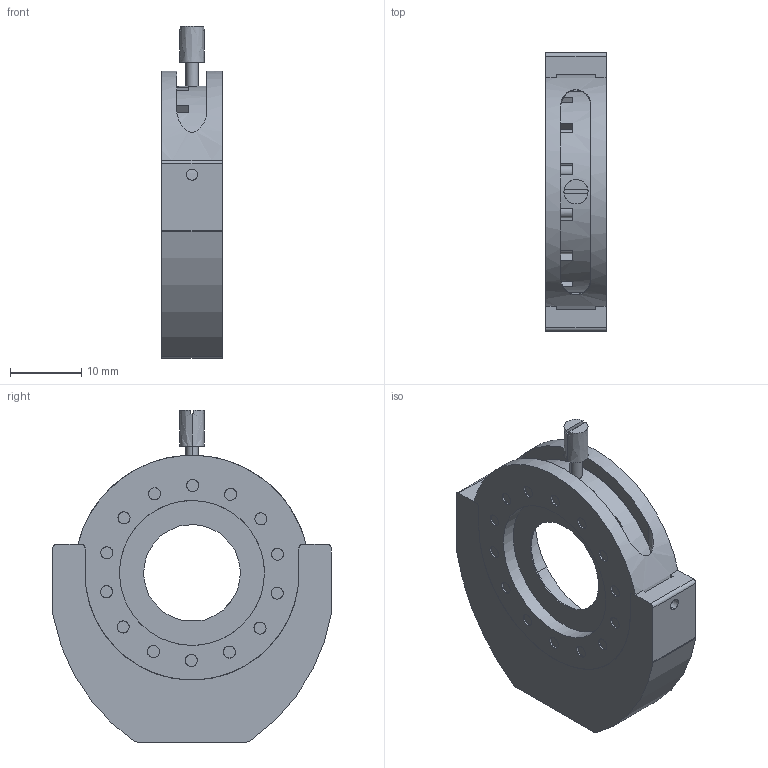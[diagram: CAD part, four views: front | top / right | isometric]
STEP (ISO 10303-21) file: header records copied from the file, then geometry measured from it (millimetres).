
FILE_DESCRIPTION(/* description */ (''),/* implementation_level */ '2;1');
FILE_NAME(/* name */ '04-ID2~1',/* time_stamp */ '2022-02-28T11:33:51+03:00',/* author */ (''),/* organization */ (''),/* preprocessor_version */ 'ST-DEVELOPER v15',/* originating_system */ '',/* authorisation */ '');
FILE_SCHEMA (('AUTOMOTIVE_DESIGN'));
Length unit declared in the file: millimetre
Products named in the file (1): Document
Bounding box: 8.5 x 39 x 46.55 mm (x, y, z)
Surface area: 4989.9 mm2 (no closed solid volume)
Topology: 0 solids, 1 shells, 322 faces, 1015 edges, 556 vertices
Faces by surface type: plane 173, bspline 149
Entity records: 11904 total; most frequent: CARTESIAN_POINT 6347, ORIENTED_EDGE 1854, EDGE_CURVE 1015, B_SPLINE_CURVE_WITH_KNOTS 557, VERTEX_POINT 556, EDGE_LOOP 350, ADVANCED_FACE 322, FACE_OUTER_BOUND 322
